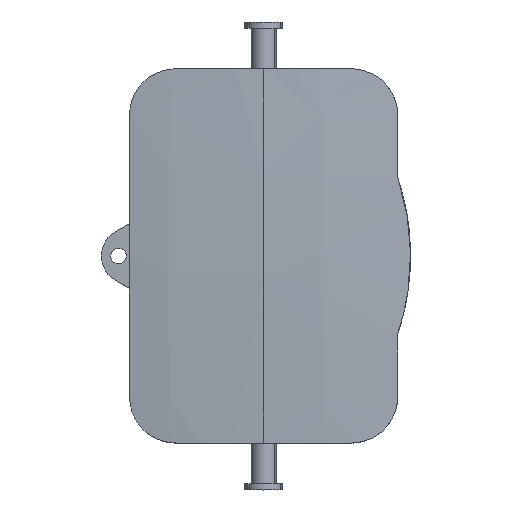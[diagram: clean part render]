
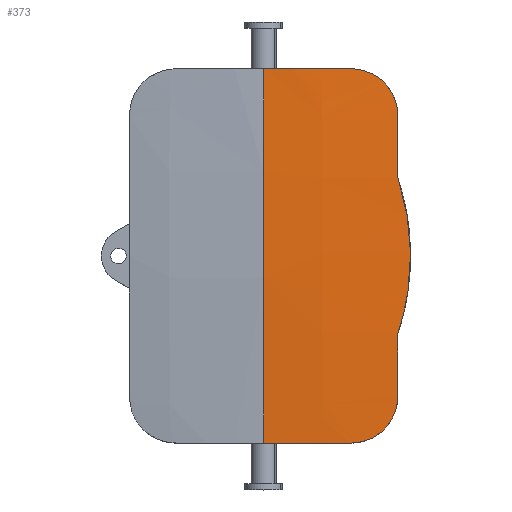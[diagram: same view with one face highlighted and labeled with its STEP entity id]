
A CAD part, top view. The second image highlights one B-rep face of the part: STEP entity #373.
In plain terms, the highlighted face is a revolution surface.
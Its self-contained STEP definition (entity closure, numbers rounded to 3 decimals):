
#144=AXIS2_PLACEMENT_3D('Circle Axis2P3D',#142,#143,$) ;
#315=AXIS2_PLACEMENT_3D('Circle Axis2P3D',#313,#314,$) ;
#139=CARTESIAN_POINT('Vertex',(26.,67.5,23.25)) ;
#142=CARTESIAN_POINT('Axis2P3D Location',(26.,67.5,-126.)) ;
#146=CARTESIAN_POINT('Vertex',(40.,67.5,22.591)) ;
#265=CARTESIAN_POINT('Control Point',(26.,7.5,23.25)) ;
#266=CARTESIAN_POINT('Control Point',(26.,27.483,24.25)) ;
#267=CARTESIAN_POINT('Control Point',(26.,47.517,24.25)) ;
#268=CARTESIAN_POINT('Control Point',(26.,67.5,23.25)) ;
#269=CARTESIAN_POINT('Vertex',(26.,7.5,23.25)) ;
#305=CARTESIAN_POINT('Control Point',(26.,7.479,23.248)) ;
#306=CARTESIAN_POINT('Control Point',(26.,27.476,24.25)) ;
#307=CARTESIAN_POINT('Control Point',(26.,47.524,24.25)) ;
#308=CARTESIAN_POINT('Control Point',(26.,67.521,23.248)) ;
#309=CARTESIAN_POINT('Axis1P Location',(26.,37.5,-126.)) ;
#313=CARTESIAN_POINT('Axis2P3D Location',(26.,7.5,-126.)) ;
#317=CARTESIAN_POINT('Vertex',(40.,7.5,22.591)) ;
#321=CARTESIAN_POINT('Control Point',(47.5,15.,22.025)) ;
#322=CARTESIAN_POINT('Control Point',(47.5,12.639,21.935)) ;
#323=CARTESIAN_POINT('Control Point',(46.573,10.269,21.968)) ;
#324=CARTESIAN_POINT('Control Point',(44.695,8.413,22.149)) ;
#325=CARTESIAN_POINT('Control Point',(42.348,7.5,22.37)) ;
#326=CARTESIAN_POINT('Control Point',(40.,7.5,22.591)) ;
#327=CARTESIAN_POINT('Vertex',(47.5,15.,22.025)) ;
#331=CARTESIAN_POINT('Control Point',(47.5,15.,22.025)) ;
#332=CARTESIAN_POINT('Control Point',(47.5,18.332,22.151)) ;
#333=CARTESIAN_POINT('Control Point',(47.5,21.666,22.249)) ;
#334=CARTESIAN_POINT('Control Point',(47.5,25.,22.319)) ;
#335=CARTESIAN_POINT('Vertex',(47.5,25.,22.319)) ;
#339=CARTESIAN_POINT('Control Point',(47.5,50.,22.319)) ;
#340=CARTESIAN_POINT('Control Point',(49.539,43.974,22.151)) ;
#341=CARTESIAN_POINT('Control Point',(50.268,37.5,22.062)) ;
#342=CARTESIAN_POINT('Control Point',(49.539,31.026,22.151)) ;
#343=CARTESIAN_POINT('Control Point',(47.5,25.,22.319)) ;
#344=CARTESIAN_POINT('Vertex',(47.5,50.,22.319)) ;
#348=CARTESIAN_POINT('Control Point',(47.5,60.,22.025)) ;
#349=CARTESIAN_POINT('Control Point',(47.5,56.668,22.151)) ;
#350=CARTESIAN_POINT('Control Point',(47.5,53.334,22.249)) ;
#351=CARTESIAN_POINT('Control Point',(47.5,50.,22.319)) ;
#352=CARTESIAN_POINT('Vertex',(47.5,60.,22.025)) ;
#356=CARTESIAN_POINT('Control Point',(47.5,60.,22.025)) ;
#357=CARTESIAN_POINT('Control Point',(47.5,62.361,21.935)) ;
#358=CARTESIAN_POINT('Control Point',(46.573,64.731,21.968)) ;
#359=CARTESIAN_POINT('Control Point',(44.695,66.587,22.149)) ;
#360=CARTESIAN_POINT('Control Point',(42.348,67.5,22.37)) ;
#361=CARTESIAN_POINT('Control Point',(40.,67.5,22.591)) ;
#143=DIRECTION('Axis2P3D Direction',(0.,-1.,0.)) ;
#310=DIRECTION('Axis1P Direction',(0.,-1.,0.)) ;
#314=DIRECTION('Axis2P3D Direction',(0.,-1.,0.)) ;
#311=AXIS1_PLACEMENT('Revolution Surface Axis1P',#309,#310) ;
#364=ORIENTED_EDGE('',*,*,#271,.F.) ;
#365=ORIENTED_EDGE('',*,*,#319,.F.) ;
#366=ORIENTED_EDGE('',*,*,#329,.F.) ;
#367=ORIENTED_EDGE('',*,*,#337,.T.) ;
#368=ORIENTED_EDGE('',*,*,#346,.F.) ;
#369=ORIENTED_EDGE('',*,*,#354,.F.) ;
#370=ORIENTED_EDGE('',*,*,#362,.F.) ;
#371=ORIENTED_EDGE('',*,*,#148,.T.) ;
#373=ADVANCED_FACE('HOUSING',(#372),#312,.F.) ;
#264=B_SPLINE_CURVE_WITH_KNOTS('',3,(#265,#266,#267,#268),.UNSPECIFIED.,.F.,.U.,(4,4),(912.465,972.515),.UNSPECIFIED.) ;
#304=B_SPLINE_CURVE_WITH_KNOTS('',3,(#305,#306,#307,#308),.UNSPECIFIED.,.F.,.U.,(4,4),(912.444,972.537),.UNSPECIFIED.) ;
#320=B_SPLINE_CURVE_WITH_KNOTS('',5,(#321,#322,#323,#324,#325,#326),.UNSPECIFIED.,.F.,.U.,(6,6),(0.,17.16),.UNSPECIFIED.) ;
#330=B_SPLINE_CURVE_WITH_KNOTS('',3,(#331,#332,#333,#334),.UNSPECIFIED.,.F.,.U.,(4,4),(0.,14.151),.UNSPECIFIED.) ;
#338=B_SPLINE_CURVE_WITH_KNOTS('',4,(#339,#340,#341,#342,#343),.UNSPECIFIED.,.F.,.U.,(5,5),(0.,36.219),.UNSPECIFIED.) ;
#347=B_SPLINE_CURVE_WITH_KNOTS('',3,(#348,#349,#350,#351),.UNSPECIFIED.,.F.,.U.,(4,4),(0.,14.151),.UNSPECIFIED.) ;
#355=B_SPLINE_CURVE_WITH_KNOTS('',5,(#356,#357,#358,#359,#360,#361),.UNSPECIFIED.,.F.,.U.,(6,6),(0.,17.16),.UNSPECIFIED.) ;
#145=CIRCLE('generated circle',#144,149.25) ;
#316=CIRCLE('generated circle',#315,149.25) ;
#148=EDGE_CURVE('',#147,#140,#145,.T.) ;
#271=EDGE_CURVE('',#270,#140,#264,.T.) ;
#319=EDGE_CURVE('',#318,#270,#316,.T.) ;
#329=EDGE_CURVE('',#328,#318,#320,.T.) ;
#337=EDGE_CURVE('',#328,#336,#330,.T.) ;
#346=EDGE_CURVE('',#345,#336,#338,.T.) ;
#354=EDGE_CURVE('',#353,#345,#347,.T.) ;
#362=EDGE_CURVE('',#147,#353,#355,.F.) ;
#363=EDGE_LOOP('',(#364,#365,#366,#367,#368,#369,#370,#371)) ;
#372=FACE_OUTER_BOUND('',#363,.T.) ;
#312=SURFACE_OF_REVOLUTION('Surface of Revolution',#304,#311) ;
#140=VERTEX_POINT('',#139) ;
#147=VERTEX_POINT('',#146) ;
#270=VERTEX_POINT('',#269) ;
#318=VERTEX_POINT('',#317) ;
#328=VERTEX_POINT('',#327) ;
#336=VERTEX_POINT('',#335) ;
#345=VERTEX_POINT('',#344) ;
#353=VERTEX_POINT('',#352) ;
